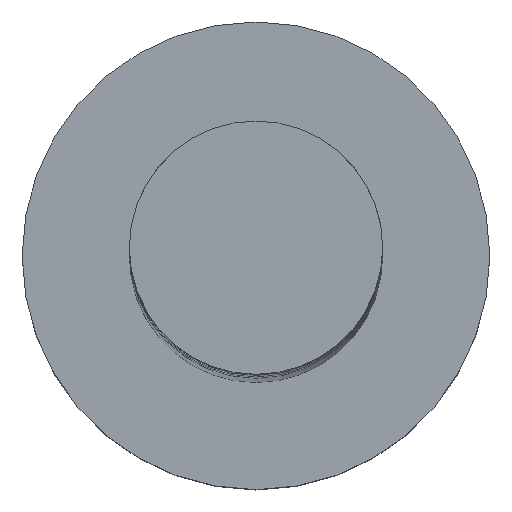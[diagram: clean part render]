
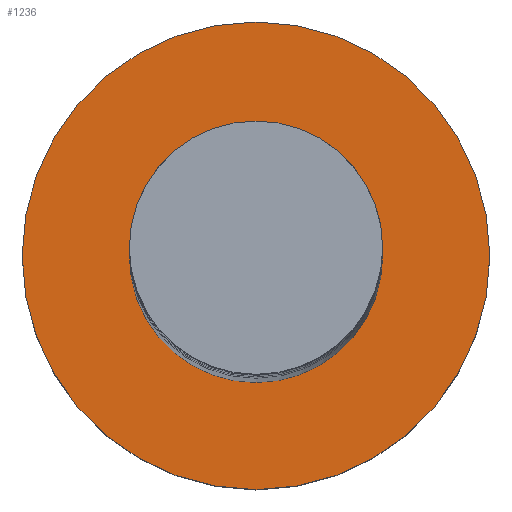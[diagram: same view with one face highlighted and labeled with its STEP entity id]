
A CAD part, top view. The second image highlights one B-rep face of the part: STEP entity #1236.
In plain terms, the highlighted planar face has unit normal (0, 0, 1).
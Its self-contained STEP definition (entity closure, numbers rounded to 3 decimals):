
#20 = CIRCLE ( 'NONE', #123, 6. ) ;
#30 = DIRECTION ( 'NONE',  ( 0., 0., 1. ) ) ;
#96 = DIRECTION ( 'NONE',  ( 0., 0., 1. ) ) ;
#123 = AXIS2_PLACEMENT_3D ( 'NONE', #198, #1175, #220 ) ;
#198 = CARTESIAN_POINT ( 'NONE',  ( 0., 0., 5. ) ) ;
#220 = DIRECTION ( 'NONE',  ( 1., 0., 0. ) ) ;
#321 = CIRCLE ( 'NONE', #1242, 3.25 ) ;
#337 = VERTEX_POINT ( 'NONE', #1317 ) ;
#379 = DIRECTION ( 'NONE',  ( 1., 0., 0. ) ) ;
#422 = CIRCLE ( 'NONE', #1268, 6. ) ;
#439 = DIRECTION ( 'NONE',  ( 1., 0., 0. ) ) ;
#442 = DIRECTION ( 'NONE',  ( 0., 0., 1. ) ) ;
#458 = FACE_OUTER_BOUND ( 'NONE', #921, .T. ) ;
#562 = EDGE_LOOP ( 'NONE', ( #1224, #1202 ) ) ;
#636 = AXIS2_PLACEMENT_3D ( 'NONE', #1199, #442, #951 ) ;
#707 = CARTESIAN_POINT ( 'NONE',  ( 6., 0., 5. ) ) ;
#731 = CARTESIAN_POINT ( 'NONE',  ( 0., 0., 5. ) ) ;
#779 = CIRCLE ( 'NONE', #636, 3.25 ) ;
#784 = EDGE_CURVE ( 'NONE', #1412, #337, #20, .T. ) ;
#816 = CARTESIAN_POINT ( 'NONE',  ( 0., 0., 5. ) ) ;
#855 = EDGE_CURVE ( 'NONE', #1472, #1465, #779, .T. ) ;
#921 = EDGE_LOOP ( 'NONE', ( #1168, #1545 ) ) ;
#951 = DIRECTION ( 'NONE',  ( 1., 0., 0. ) ) ;
#1052 = CARTESIAN_POINT ( 'NONE',  ( 0., 0., 5. ) ) ;
#1168 = ORIENTED_EDGE ( 'NONE', *, *, #1552, .T. ) ;
#1175 = DIRECTION ( 'NONE',  ( 0., 0., 1. ) ) ;
#1183 = FACE_BOUND ( 'NONE', #562, .T. ) ;
#1192 = DIRECTION ( 'NONE',  ( 1., 0., 0. ) ) ;
#1199 = CARTESIAN_POINT ( 'NONE',  ( 0., 0., 5. ) ) ;
#1202 = ORIENTED_EDGE ( 'NONE', *, *, #1326, .F. ) ;
#1224 = ORIENTED_EDGE ( 'NONE', *, *, #855, .F. ) ;
#1236 = ADVANCED_FACE ( 'NONE', ( #1183, #458 ), #1428, .T. ) ;
#1242 = AXIS2_PLACEMENT_3D ( 'NONE', #816, #1436, #439 ) ;
#1268 = AXIS2_PLACEMENT_3D ( 'NONE', #731, #30, #379 ) ;
#1317 = CARTESIAN_POINT ( 'NONE',  ( -6., 0., 5. ) ) ;
#1326 = EDGE_CURVE ( 'NONE', #1465, #1472, #321, .T. ) ;
#1412 = VERTEX_POINT ( 'NONE', #707 ) ;
#1428 = PLANE ( 'NONE',  #1518 ) ;
#1436 = DIRECTION ( 'NONE',  ( 0., 0., 1. ) ) ;
#1465 = VERTEX_POINT ( 'NONE', #1479 ) ;
#1472 = VERTEX_POINT ( 'NONE', #1571 ) ;
#1479 = CARTESIAN_POINT ( 'NONE',  ( 3.25, 0., 5. ) ) ;
#1518 = AXIS2_PLACEMENT_3D ( 'NONE', #1052, #96, #1192 ) ;
#1545 = ORIENTED_EDGE ( 'NONE', *, *, #784, .T. ) ;
#1552 = EDGE_CURVE ( 'NONE', #337, #1412, #422, .T. ) ;
#1571 = CARTESIAN_POINT ( 'NONE',  ( -3.25, 0., 5. ) ) ;
